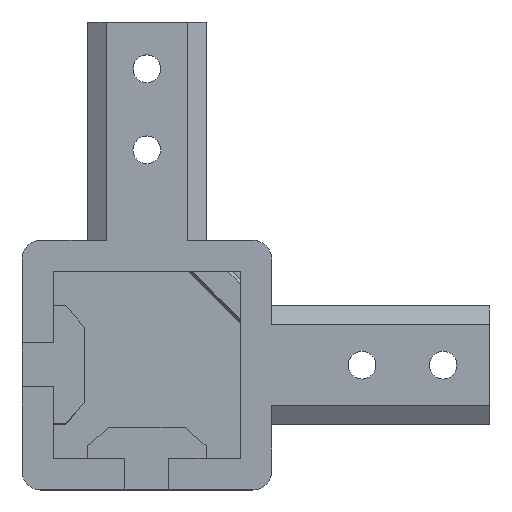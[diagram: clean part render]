
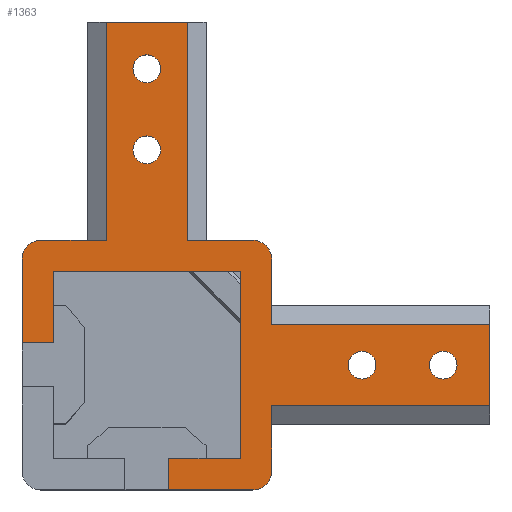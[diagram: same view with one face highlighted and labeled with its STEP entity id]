
A CAD part, top view. The second image highlights one B-rep face of the part: STEP entity #1363.
In plain terms, the highlighted planar face has unit normal (0, 0, 1).
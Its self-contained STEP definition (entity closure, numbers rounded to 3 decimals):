
#16=FACE_BOUND('',#161,.T.);
#17=FACE_BOUND('',#162,.T.);
#18=FACE_BOUND('',#163,.T.);
#19=FACE_BOUND('',#164,.T.);
#28=PLANE('',#1459);
#89=FACE_OUTER_BOUND('',#160,.T.);
#160=EDGE_LOOP('',(#964,#965,#966,#967,#968,#969,#970,#971,#972,#973,#974,
#975,#976,#977,#978,#979,#980,#981,#982,#983,#984,#985,#986));
#161=EDGE_LOOP('',(#987));
#162=EDGE_LOOP('',(#988));
#163=EDGE_LOOP('',(#989));
#164=EDGE_LOOP('',(#990));
#241=LINE('',#1918,#421);
#248=LINE('',#1934,#428);
#249=LINE('',#1936,#429);
#250=LINE('',#1938,#430);
#251=LINE('',#1940,#431);
#252=LINE('',#1942,#432);
#253=LINE('',#1946,#433);
#254=LINE('',#1948,#434);
#255=LINE('',#1950,#435);
#256=LINE('',#1952,#436);
#257=LINE('',#1954,#437);
#258=LINE('',#1958,#438);
#259=LINE('',#1960,#439);
#260=LINE('',#1962,#440);
#261=LINE('',#1964,#441);
#262=LINE('',#1966,#442);
#263=LINE('',#1968,#443);
#264=LINE('',#1970,#444);
#265=LINE('',#1972,#445);
#266=LINE('',#1973,#446);
#421=VECTOR('',#1556,10.);
#428=VECTOR('',#1567,10.);
#429=VECTOR('',#1568,10.);
#430=VECTOR('',#1569,10.);
#431=VECTOR('',#1570,10.);
#432=VECTOR('',#1571,10.);
#433=VECTOR('',#1574,10.);
#434=VECTOR('',#1575,10.);
#435=VECTOR('',#1576,10.);
#436=VECTOR('',#1577,10.);
#437=VECTOR('',#1578,10.);
#438=VECTOR('',#1581,10.);
#439=VECTOR('',#1582,10.);
#440=VECTOR('',#1583,10.);
#441=VECTOR('',#1584,10.);
#442=VECTOR('',#1585,10.);
#443=VECTOR('',#1586,10.);
#444=VECTOR('',#1587,10.);
#445=VECTOR('',#1588,10.);
#446=VECTOR('',#1589,10.);
#599=CIRCLE('',#1455,3.);
#602=CIRCLE('',#1460,3.);
#603=CIRCLE('',#1461,3.);
#604=CIRCLE('',#1462,2.229);
#605=CIRCLE('',#1463,2.229);
#606=CIRCLE('',#1464,2.229);
#607=CIRCLE('',#1465,2.229);
#619=VERTEX_POINT('',#1908);
#620=VERTEX_POINT('',#1909);
#623=VERTEX_POINT('',#1917);
#630=VERTEX_POINT('',#1933);
#631=VERTEX_POINT('',#1935);
#632=VERTEX_POINT('',#1937);
#633=VERTEX_POINT('',#1939);
#634=VERTEX_POINT('',#1941);
#635=VERTEX_POINT('',#1943);
#636=VERTEX_POINT('',#1945);
#637=VERTEX_POINT('',#1947);
#638=VERTEX_POINT('',#1949);
#639=VERTEX_POINT('',#1951);
#640=VERTEX_POINT('',#1953);
#641=VERTEX_POINT('',#1955);
#642=VERTEX_POINT('',#1957);
#643=VERTEX_POINT('',#1959);
#644=VERTEX_POINT('',#1961);
#645=VERTEX_POINT('',#1963);
#646=VERTEX_POINT('',#1965);
#647=VERTEX_POINT('',#1967);
#648=VERTEX_POINT('',#1969);
#649=VERTEX_POINT('',#1971);
#650=VERTEX_POINT('',#1974);
#651=VERTEX_POINT('',#1976);
#652=VERTEX_POINT('',#1978);
#653=VERTEX_POINT('',#1980);
#751=EDGE_CURVE('',#619,#620,#599,.T.);
#755=EDGE_CURVE('',#623,#620,#241,.T.);
#763=EDGE_CURVE('',#619,#630,#248,.T.);
#764=EDGE_CURVE('',#630,#631,#249,.T.);
#765=EDGE_CURVE('',#631,#632,#250,.T.);
#766=EDGE_CURVE('',#633,#632,#251,.T.);
#767=EDGE_CURVE('',#633,#634,#252,.T.);
#768=EDGE_CURVE('',#635,#634,#602,.T.);
#769=EDGE_CURVE('',#635,#636,#253,.T.);
#770=EDGE_CURVE('',#636,#637,#254,.T.);
#771=EDGE_CURVE('',#638,#637,#255,.T.);
#772=EDGE_CURVE('',#639,#638,#256,.T.);
#773=EDGE_CURVE('',#639,#640,#257,.T.);
#774=EDGE_CURVE('',#641,#640,#603,.T.);
#775=EDGE_CURVE('',#641,#642,#258,.T.);
#776=EDGE_CURVE('',#642,#643,#259,.T.);
#777=EDGE_CURVE('',#643,#644,#260,.T.);
#778=EDGE_CURVE('',#644,#645,#261,.T.);
#779=EDGE_CURVE('',#645,#646,#262,.T.);
#780=EDGE_CURVE('',#646,#647,#263,.T.);
#781=EDGE_CURVE('',#647,#648,#264,.T.);
#782=EDGE_CURVE('',#648,#649,#265,.T.);
#783=EDGE_CURVE('',#649,#623,#266,.T.);
#784=EDGE_CURVE('',#650,#650,#604,.T.);
#785=EDGE_CURVE('',#651,#651,#605,.T.);
#786=EDGE_CURVE('',#652,#652,#606,.T.);
#787=EDGE_CURVE('',#653,#653,#607,.T.);
#964=ORIENTED_EDGE('',*,*,#751,.F.);
#965=ORIENTED_EDGE('',*,*,#763,.T.);
#966=ORIENTED_EDGE('',*,*,#764,.T.);
#967=ORIENTED_EDGE('',*,*,#765,.T.);
#968=ORIENTED_EDGE('',*,*,#766,.F.);
#969=ORIENTED_EDGE('',*,*,#767,.T.);
#970=ORIENTED_EDGE('',*,*,#768,.F.);
#971=ORIENTED_EDGE('',*,*,#769,.T.);
#972=ORIENTED_EDGE('',*,*,#770,.T.);
#973=ORIENTED_EDGE('',*,*,#771,.F.);
#974=ORIENTED_EDGE('',*,*,#772,.F.);
#975=ORIENTED_EDGE('',*,*,#773,.T.);
#976=ORIENTED_EDGE('',*,*,#774,.F.);
#977=ORIENTED_EDGE('',*,*,#775,.T.);
#978=ORIENTED_EDGE('',*,*,#776,.T.);
#979=ORIENTED_EDGE('',*,*,#777,.T.);
#980=ORIENTED_EDGE('',*,*,#778,.T.);
#981=ORIENTED_EDGE('',*,*,#779,.T.);
#982=ORIENTED_EDGE('',*,*,#780,.T.);
#983=ORIENTED_EDGE('',*,*,#781,.T.);
#984=ORIENTED_EDGE('',*,*,#782,.T.);
#985=ORIENTED_EDGE('',*,*,#783,.T.);
#986=ORIENTED_EDGE('',*,*,#755,.T.);
#987=ORIENTED_EDGE('',*,*,#784,.T.);
#988=ORIENTED_EDGE('',*,*,#785,.T.);
#989=ORIENTED_EDGE('',*,*,#786,.T.);
#990=ORIENTED_EDGE('',*,*,#787,.T.);
#1363=ADVANCED_FACE('',(#89,#16,#17,#18,#19),#28,.T.);
#1455=AXIS2_PLACEMENT_3D('',#1910,#1548,#1549);
#1459=AXIS2_PLACEMENT_3D('',#1932,#1565,#1566);
#1460=AXIS2_PLACEMENT_3D('',#1944,#1572,#1573);
#1461=AXIS2_PLACEMENT_3D('',#1956,#1579,#1580);
#1462=AXIS2_PLACEMENT_3D('',#1975,#1590,#1591);
#1463=AXIS2_PLACEMENT_3D('',#1977,#1592,#1593);
#1464=AXIS2_PLACEMENT_3D('',#1979,#1594,#1595);
#1465=AXIS2_PLACEMENT_3D('',#1981,#1596,#1597);
#1548=DIRECTION('center_axis',(0.,0.,-1.));
#1549=DIRECTION('ref_axis',(0.707,-0.707,0.));
#1556=DIRECTION('',(1.,0.,0.));
#1565=DIRECTION('center_axis',(0.,0.,1.));
#1566=DIRECTION('ref_axis',(1.,0.,0.));
#1567=DIRECTION('',(0.,1.,0.));
#1568=DIRECTION('',(1.,0.,0.));
#1569=DIRECTION('',(0.,1.,0.));
#1570=DIRECTION('',(1.,0.,0.));
#1571=DIRECTION('',(0.,1.,0.));
#1572=DIRECTION('center_axis',(0.,0.,-1.));
#1573=DIRECTION('ref_axis',(0.707,0.707,0.));
#1574=DIRECTION('',(-1.,0.,0.));
#1575=DIRECTION('',(0.,1.,0.));
#1576=DIRECTION('',(1.,0.,0.));
#1577=DIRECTION('',(0.,1.,0.));
#1578=DIRECTION('',(-1.,0.,0.));
#1579=DIRECTION('center_axis',(0.,0.,-1.));
#1580=DIRECTION('ref_axis',(-0.707,0.707,0.));
#1581=DIRECTION('',(0.,-1.,0.));
#1582=DIRECTION('',(1.,0.,0.));
#1583=DIRECTION('',(0.,1.,0.));
#1584=DIRECTION('',(0.,1.,0.));
#1585=DIRECTION('',(1.,0.,0.));
#1586=DIRECTION('',(0.,-1.,0.));
#1587=DIRECTION('',(-1.,0.,0.));
#1588=DIRECTION('',(-1.,0.,0.));
#1589=DIRECTION('',(0.,-1.,0.));
#1590=DIRECTION('center_axis',(0.,0.,-1.));
#1591=DIRECTION('ref_axis',(1.,0.,0.));
#1592=DIRECTION('center_axis',(0.,0.,-1.));
#1593=DIRECTION('ref_axis',(1.,0.,0.));
#1594=DIRECTION('center_axis',(0.,0.,-1.));
#1595=DIRECTION('ref_axis',(0.,1.,0.));
#1596=DIRECTION('center_axis',(0.,0.,-1.));
#1597=DIRECTION('ref_axis',(0.,1.,0.));
#1908=CARTESIAN_POINT('',(20.,-17.,10.));
#1909=CARTESIAN_POINT('',(17.,-20.,10.));
#1910=CARTESIAN_POINT('Origin',(17.,-17.,10.));
#1917=CARTESIAN_POINT('',(3.5,-20.,10.));
#1918=CARTESIAN_POINT('',(-20.,-20.,10.));
#1932=CARTESIAN_POINT('Origin',(0.,0.,10.));
#1933=CARTESIAN_POINT('',(20.,-6.5,10.));
#1934=CARTESIAN_POINT('',(20.,-20.,10.));
#1935=CARTESIAN_POINT('',(55.,-6.5,10.));
#1936=CARTESIAN_POINT('',(20.,-6.5,10.));
#1937=CARTESIAN_POINT('',(55.,6.5,10.));
#1938=CARTESIAN_POINT('',(55.,-6.5,10.));
#1939=CARTESIAN_POINT('',(20.,6.5,10.));
#1940=CARTESIAN_POINT('',(20.,6.5,10.));
#1941=CARTESIAN_POINT('',(20.,17.,10.));
#1942=CARTESIAN_POINT('',(20.,-20.,10.));
#1943=CARTESIAN_POINT('',(17.,20.,10.));
#1944=CARTESIAN_POINT('Origin',(17.,17.,10.));
#1945=CARTESIAN_POINT('',(6.5,20.,10.));
#1946=CARTESIAN_POINT('',(20.,20.,10.));
#1947=CARTESIAN_POINT('',(6.5,55.,10.));
#1948=CARTESIAN_POINT('',(6.5,20.,10.));
#1949=CARTESIAN_POINT('',(-6.5,55.,10.));
#1950=CARTESIAN_POINT('',(-6.5,55.,10.));
#1951=CARTESIAN_POINT('',(-6.5,20.,10.));
#1952=CARTESIAN_POINT('',(-6.5,20.,10.));
#1953=CARTESIAN_POINT('',(-17.,20.,10.));
#1954=CARTESIAN_POINT('',(20.,20.,10.));
#1955=CARTESIAN_POINT('',(-20.,17.,10.));
#1956=CARTESIAN_POINT('Origin',(-17.,17.,10.));
#1957=CARTESIAN_POINT('',(-20.,3.5,10.));
#1958=CARTESIAN_POINT('',(-20.,20.,10.));
#1959=CARTESIAN_POINT('',(-15.,3.5,10.));
#1960=CARTESIAN_POINT('',(-10.,3.5,10.));
#1961=CARTESIAN_POINT('',(-15.,9.5,10.));
#1962=CARTESIAN_POINT('',(-15.,10.,10.));
#1963=CARTESIAN_POINT('',(-15.,15.,10.));
#1964=CARTESIAN_POINT('',(-15.,10.,10.));
#1965=CARTESIAN_POINT('',(15.,15.,10.));
#1966=CARTESIAN_POINT('',(10.,15.,10.));
#1967=CARTESIAN_POINT('',(15.,-15.,10.));
#1968=CARTESIAN_POINT('',(15.,-10.,10.));
#1969=CARTESIAN_POINT('',(9.5,-15.,10.));
#1970=CARTESIAN_POINT('',(-10.,-15.,10.));
#1971=CARTESIAN_POINT('',(3.5,-15.,10.));
#1972=CARTESIAN_POINT('',(-10.,-15.,10.));
#1973=CARTESIAN_POINT('',(3.5,-10.,10.));
#1974=CARTESIAN_POINT('',(-2.229,34.5,10.));
#1975=CARTESIAN_POINT('Origin',(0.,34.5,10.));
#1976=CARTESIAN_POINT('',(-2.229,47.5,10.));
#1977=CARTESIAN_POINT('Origin',(0.,47.5,10.));
#1978=CARTESIAN_POINT('',(34.5,-2.229,10.));
#1979=CARTESIAN_POINT('Origin',(34.5,0.,10.));
#1980=CARTESIAN_POINT('',(47.5,-2.229,10.));
#1981=CARTESIAN_POINT('Origin',(47.5,0.,10.));
